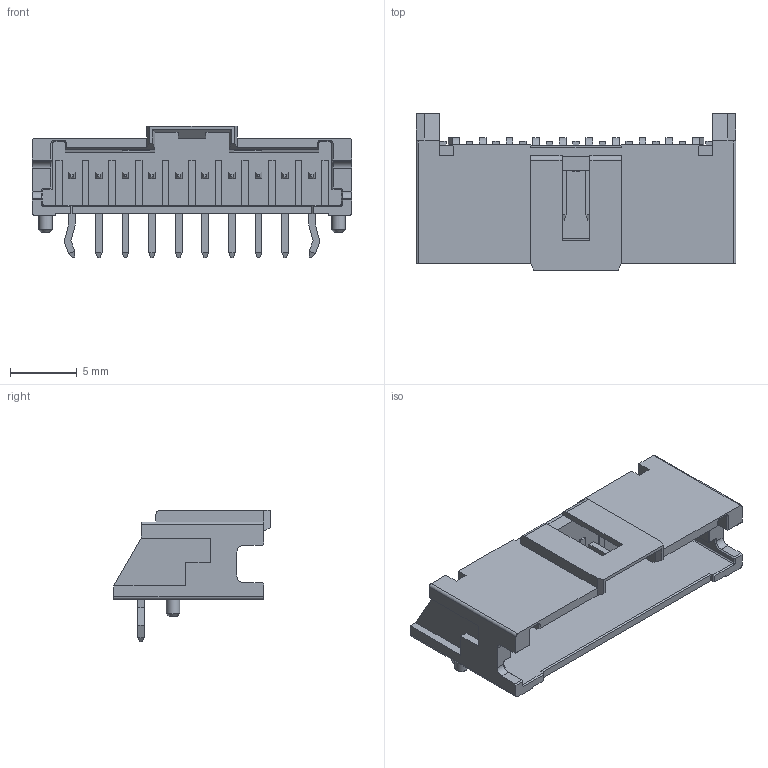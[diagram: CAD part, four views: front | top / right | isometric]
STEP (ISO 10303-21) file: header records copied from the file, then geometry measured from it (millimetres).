
FILE_DESCRIPTION(/* description */ (''),/* implementation_level */ '2;1');
FILE_NAME(/* name */ 'Molex - 559351010.step',/* time_stamp */ '2020-07-14T22:17:20+01:00',/* author */ (''),/* organization */ (''),/* preprocessor_version */ 'ST-DEVELOPER v18.1',/* originating_system */ 'Autodesk Translation Framework v9.3.0.1241',/* authorisation */ '');
FILE_SCHEMA (('AUTOMOTIVE_DESIGN { 1 0 10303 214 3 1 1 }'));
Length unit declared in the file: millimetre
Products named in the file (1): Molex - 559351010
Bounding box: 24 x 11.75 x 9.9 mm (x, y, z)
Volume: 565.8 mm3; surface area: 1508.6 mm2
Topology: 1 solids, 1 shells, 474 faces, 1207 edges, 764 vertices
Faces by surface type: plane 420, cylinder 40, cone 14
Full cylindrical faces by diameter (mm): 1 x2
Entity records: 14190 total; most frequent: CARTESIAN_POINT 2446, ORIENTED_EDGE 2414, DIRECTION 2253, EDGE_CURVE 1207, LINE 1111, VECTOR 1111, VERTEX_POINT 764, AXIS2_PLACEMENT_3D 571
